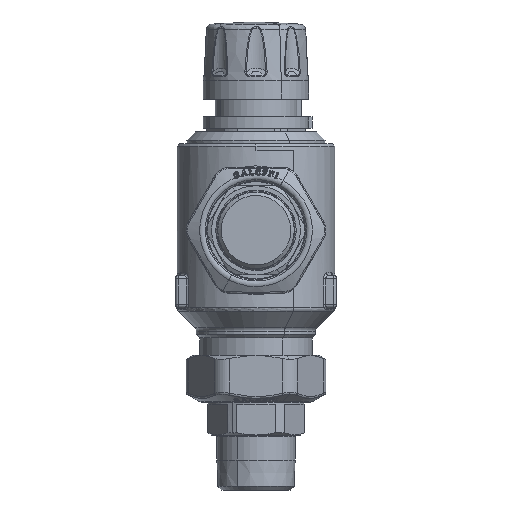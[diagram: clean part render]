
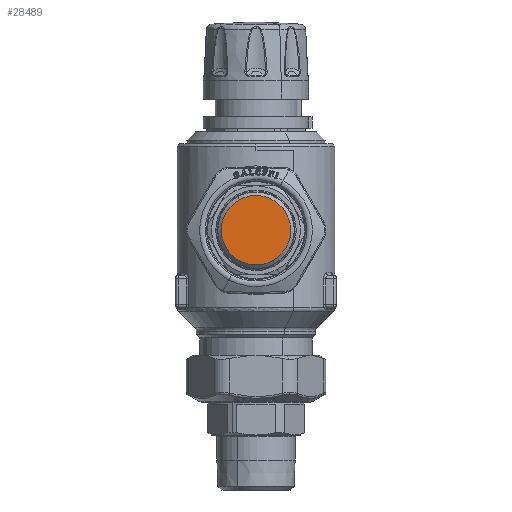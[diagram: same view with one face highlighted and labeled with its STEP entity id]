
A CAD part, front view. The second image highlights one B-rep face of the part: STEP entity #28489.
In plain terms, the highlighted planar face has unit normal (0, -1, 0).
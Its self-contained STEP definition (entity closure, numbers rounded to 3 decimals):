
#28466=CARTESIAN_POINT('Axis2P3D Location',(0.,-104.5,-14.846)) ;
#28471=CARTESIAN_POINT('Axis2P3D Location',(0.,-104.5,0.)) ;
#28475=CARTESIAN_POINT('Vertex',(-7.118,-104.5,13.029)) ;
#28477=CARTESIAN_POINT('Vertex',(7.118,-104.5,-13.029)) ;
#28480=CARTESIAN_POINT('Axis2P3D Location',(0.,-104.5,0.)) ;
#28467=DIRECTION('Axis2P3D Direction',(0.,-1.,0.)) ;
#28468=DIRECTION('Axis2P3D XDirection',(1.,0.,0.)) ;
#28472=DIRECTION('Axis2P3D Direction',(0.,-1.,0.)) ;
#28481=DIRECTION('Axis2P3D Direction',(0.,-1.,0.)) ;
#28469=AXIS2_PLACEMENT_3D('Plane Axis2P3D',#28466,#28467,#28468) ;
#28473=AXIS2_PLACEMENT_3D('Circle Axis2P3D',#28471,#28472,$) ;
#28482=AXIS2_PLACEMENT_3D('Circle Axis2P3D',#28480,#28481,$) ;
#28474=CIRCLE('generated circle',#28473,14.846) ;
#28483=CIRCLE('generated circle',#28482,14.846) ;
#28470=PLANE('',#28469) ;
#28479=EDGE_CURVE('',#28476,#28478,#28474,.T.) ;
#28484=EDGE_CURVE('',#28478,#28476,#28483,.T.) ;
#28486=ORIENTED_EDGE('',*,*,#28479,.T.) ;
#28487=ORIENTED_EDGE('',*,*,#28484,.T.) ;
#28485=EDGE_LOOP('',(#28486,#28487)) ;
#28476=VERTEX_POINT('',#28475) ;
#28478=VERTEX_POINT('',#28477) ;
#28489=ADVANCED_FACE('PartBody',(#28488),#28470,.T.) ;
#28488=FACE_OUTER_BOUND('',#28485,.T.) ;
